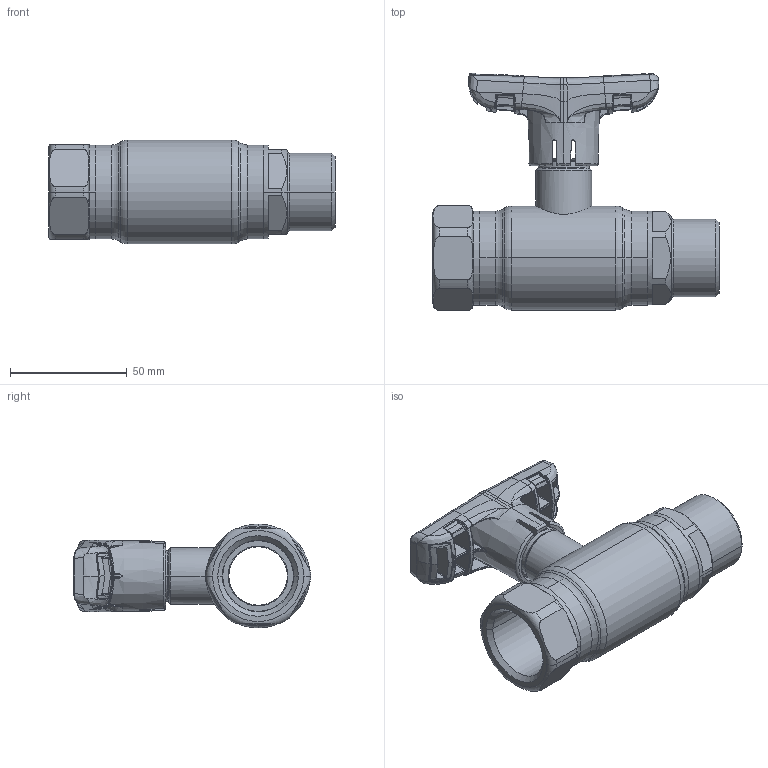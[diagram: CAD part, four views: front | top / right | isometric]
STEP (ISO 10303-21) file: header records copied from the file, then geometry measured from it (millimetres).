
FILE_DESCRIPTION (( 'STEP AP214' ), '1' );
FILE_NAME ('2025002400-0400.step', '2024-01-11T11:21:45', ( '' ), ( '' ), 'SwSTEP 2.0', 'SolidWorks 2021', '' );
FILE_SCHEMA (( 'AUTOMOTIVE_DESIGN' ));
Length unit declared in the file: millimetre
Products named in the file (1): 2025002400-0400
Bounding box: 122.5 x 101.58 x 44.5 mm (x, y, z)
Surface area: 38274.5 mm2 (no closed solid volume)
Topology: 0 solids, 6 shells, 656 faces, 1895 edges, 1184 vertices
Faces by surface type: bspline 484, plane 65, cylinder 47, torus 30, cone 22, sphere 8
Entity records: 56660 total; most frequent: CARTESIAN_POINT 36689, ORIENTED_EDGE 3343, EDGE_CURVE 1883, DIRECTION 1357, B_SPLINE_CURVE_WITH_KNOTS 1282, VERTEX_POINT 1181, EDGE_LOOP 664, UNCERTAINTY_MEASURE_WITH_UNIT 655
